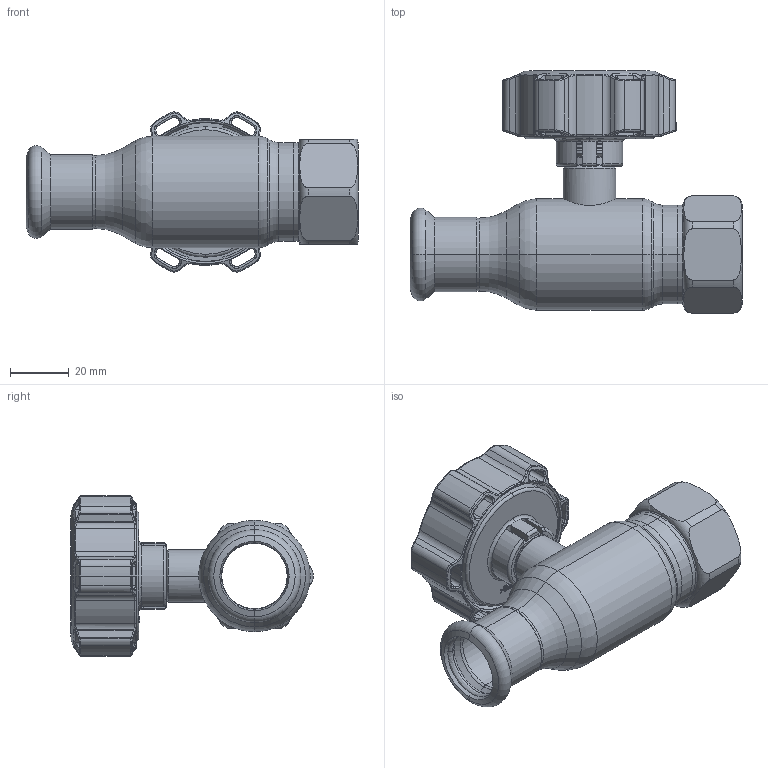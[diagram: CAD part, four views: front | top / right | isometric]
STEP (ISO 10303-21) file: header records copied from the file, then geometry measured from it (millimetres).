
FILE_DESCRIPTION (( 'STEP AP214' ), '1' );
FILE_NAME ('2020001000-0200.step', '2024-01-11T11:00:57', ( '' ), ( '' ), 'SwSTEP 2.0', 'SolidWorks 2021', '' );
FILE_SCHEMA (( 'AUTOMOTIVE_DESIGN' ));
Length unit declared in the file: millimetre
Products named in the file (1): 2020001000-0200
Bounding box: 113.2 x 82.59 x 54.57 mm (x, y, z)
Surface area: 32488 mm2 (no closed solid volume)
Topology: 0 solids, 9 shells, 540 faces, 1588 edges, 1026 vertices
Faces by surface type: bspline 174, cylinder 134, torus 91, plane 89, cone 52
Entity records: 33852 total; most frequent: CARTESIAN_POINT 15236, ORIENTED_EDGE 2811, DIRECTION 2233, EDGE_CURVE 1584, VERTEX_POINT 1026, AXIS2_PLACEMENT_3D 906, B_SPLINE_CURVE_WITH_KNOTS 594, EDGE_LOOP 573
